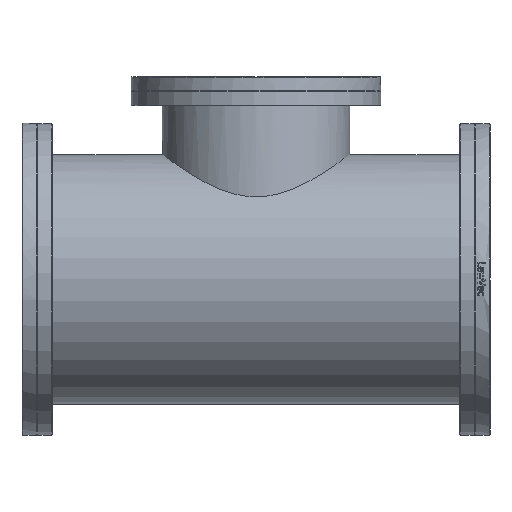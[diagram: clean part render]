
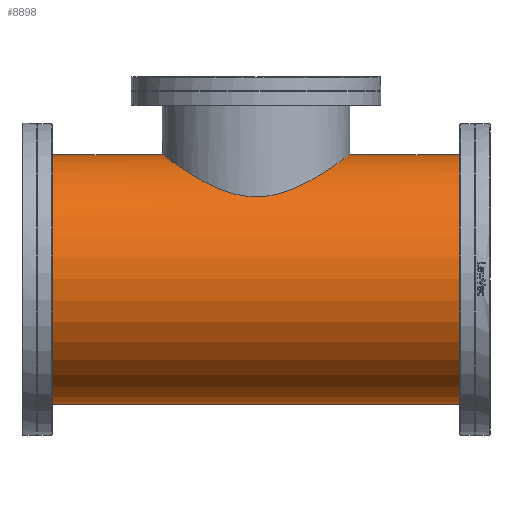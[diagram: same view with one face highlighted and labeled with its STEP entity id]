
A CAD part, left-side view. The second image highlights one B-rep face of the part: STEP entity #8898.
In plain terms, the highlighted cylindrical face has radius 101.6 mm (diameter 203.2 mm), a full revolution.
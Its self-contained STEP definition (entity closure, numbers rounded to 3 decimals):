
#1132=B_SPLINE_CURVE_WITH_KNOTS('',3,(#38670,#38671,#38672,#38673,#38674,
#38675,#38676,#38677,#38678,#38679,#38680,#38681,#38682,#38683,#38684,#38685,
#38686,#38687,#38688,#38689,#38690,#38691,#38692,#38693,#38694,#38695,#38696,
#38697,#38698,#38699,#38700,#38701,#38702,#38703),.UNSPECIFIED.,.F.,.F.,
(4,2,2,2,2,2,2,2,2,2,2,2,2,2,2,2,4),(12.142,13.643,
15.145,16.647,18.148,19.682,21.216,
22.75,24.283,25.817,27.351,28.885,
30.419,31.92,33.422,34.924,36.425),
 .UNSPECIFIED.);
#1133=B_SPLINE_CURVE_WITH_KNOTS('',3,(#38704,#38705,#38706,#38707,#38708,
#38709,#38710,#38711,#38712,#38713,#38714,#38715,#38716,#38717,#38718,#38719,
#38720,#38721,#38722,#38723,#38724,#38725,#38726,#38727,#38728,#38729,#38730,
#38731,#38732,#38733,#38734,#38735,#38736,#38737,#38738),.UNSPECIFIED.,
 .F.,.F.,(4,2,2,2,2,2,2,2,3,2,2,2,2,2,2,2,4),(36.425,37.927,
39.428,40.93,42.432,43.966,45.499,
47.033,48.567,50.101,51.634,53.168,
54.702,56.204,57.705,59.207,60.709),
 .UNSPECIFIED.);
#1309=CYLINDRICAL_SURFACE('',#9897,101.6);
#1726=FACE_BOUND('',#3051,.T.);
#1727=FACE_BOUND('',#3052,.T.);
#2232=FACE_OUTER_BOUND('',#3050,.T.);
#3050=EDGE_LOOP('',(#7618));
#3051=EDGE_LOOP('',(#7619));
#3052=EDGE_LOOP('',(#7620,#7621));
#3745=CIRCLE('',#9898,101.6);
#3746=CIRCLE('',#9899,101.6);
#4517=VERTEX_POINT('',#38668);
#4518=VERTEX_POINT('',#38669);
#4521=VERTEX_POINT('',#38745);
#4522=VERTEX_POINT('',#38747);
#5616=EDGE_CURVE('',#4517,#4518,#1132,.T.);
#5617=EDGE_CURVE('',#4518,#4517,#1133,.T.);
#5620=EDGE_CURVE('',#4521,#4521,#3745,.T.);
#5621=EDGE_CURVE('',#4522,#4522,#3746,.T.);
#7618=ORIENTED_EDGE('',*,*,#5620,.F.);
#7619=ORIENTED_EDGE('',*,*,#5621,.F.);
#7620=ORIENTED_EDGE('',*,*,#5616,.T.);
#7621=ORIENTED_EDGE('',*,*,#5617,.T.);
#8898=ADVANCED_FACE('',(#2232,#1726,#1727),#1309,.T.);
#9897=AXIS2_PLACEMENT_3D('',#38744,#11734,#11735);
#9898=AXIS2_PLACEMENT_3D('',#38746,#11736,#11737);
#9899=AXIS2_PLACEMENT_3D('',#38748,#11738,#11739);
#11734=DIRECTION('center_axis',(0.,0.,1.));
#11735=DIRECTION('ref_axis',(-1.,0.,0.));
#11736=DIRECTION('center_axis',(0.,0.,-1.));
#11737=DIRECTION('ref_axis',(-1.,0.,0.));
#11738=DIRECTION('center_axis',(0.,0.,1.));
#11739=DIRECTION('ref_axis',(-1.,0.,0.));
#38668=CARTESIAN_POINT('',(0.,101.6,253.95));
#38669=CARTESIAN_POINT('',(0.,101.6,101.65));
#38670=CARTESIAN_POINT('Ctrl Pts',(0.,101.6,253.95));
#38671=CARTESIAN_POINT('Ctrl Pts',(-5.005,101.6,253.95));
#38672=CARTESIAN_POINT('Ctrl Pts',(-10.117,101.222,253.449));
#38673=CARTESIAN_POINT('Ctrl Pts',(-20.155,99.71,251.413));
#38674=CARTESIAN_POINT('Ctrl Pts',(-25.082,98.576,249.879));
#38675=CARTESIAN_POINT('Ctrl Pts',(-34.417,95.717,245.917));
#38676=CARTESIAN_POINT('Ctrl Pts',(-38.836,93.991,243.486));
#38677=CARTESIAN_POINT('Ctrl Pts',(-46.931,90.222,237.969));
#38678=CARTESIAN_POINT('Ctrl Pts',(-50.609,88.181,234.884));
#38679=CARTESIAN_POINT('Ctrl Pts',(-57.153,84.091,228.34));
#38680=CARTESIAN_POINT('Ctrl Pts',(-60.253,81.88,224.622));
#38681=CARTESIAN_POINT('Ctrl Pts',(-65.751,77.535,216.524));
#38682=CARTESIAN_POINT('Ctrl Pts',(-68.15,75.402,212.144));
#38683=CARTESIAN_POINT('Ctrl Pts',(-72.067,71.668,202.907));
#38684=CARTESIAN_POINT('Ctrl Pts',(-73.588,70.069,198.04));
#38685=CARTESIAN_POINT('Ctrl Pts',(-75.63,67.86,188.045));
#38686=CARTESIAN_POINT('Ctrl Pts',(-76.15,67.259,182.913));
#38687=CARTESIAN_POINT('Ctrl Pts',(-76.15,67.259,172.687));
#38688=CARTESIAN_POINT('Ctrl Pts',(-75.63,67.86,167.555));
#38689=CARTESIAN_POINT('Ctrl Pts',(-73.588,70.069,157.56));
#38690=CARTESIAN_POINT('Ctrl Pts',(-72.067,71.668,152.693));
#38691=CARTESIAN_POINT('Ctrl Pts',(-68.15,75.402,143.456));
#38692=CARTESIAN_POINT('Ctrl Pts',(-65.751,77.535,139.076));
#38693=CARTESIAN_POINT('Ctrl Pts',(-60.253,81.88,130.978));
#38694=CARTESIAN_POINT('Ctrl Pts',(-57.153,84.091,127.26));
#38695=CARTESIAN_POINT('Ctrl Pts',(-50.609,88.181,120.716));
#38696=CARTESIAN_POINT('Ctrl Pts',(-46.931,90.222,117.631));
#38697=CARTESIAN_POINT('Ctrl Pts',(-38.836,93.991,112.114));
#38698=CARTESIAN_POINT('Ctrl Pts',(-34.417,95.717,109.683));
#38699=CARTESIAN_POINT('Ctrl Pts',(-25.082,98.576,105.721));
#38700=CARTESIAN_POINT('Ctrl Pts',(-20.155,99.71,104.187));
#38701=CARTESIAN_POINT('Ctrl Pts',(-10.117,101.222,102.151));
#38702=CARTESIAN_POINT('Ctrl Pts',(-5.005,101.6,101.65));
#38703=CARTESIAN_POINT('Ctrl Pts',(0.,101.6,101.65));
#38704=CARTESIAN_POINT('Ctrl Pts',(0.,101.6,101.65));
#38705=CARTESIAN_POINT('Ctrl Pts',(5.005,101.6,101.65));
#38706=CARTESIAN_POINT('Ctrl Pts',(10.117,101.222,102.151));
#38707=CARTESIAN_POINT('Ctrl Pts',(20.155,99.71,104.187));
#38708=CARTESIAN_POINT('Ctrl Pts',(25.082,98.576,105.721));
#38709=CARTESIAN_POINT('Ctrl Pts',(34.417,95.717,109.683));
#38710=CARTESIAN_POINT('Ctrl Pts',(38.836,93.991,112.114));
#38711=CARTESIAN_POINT('Ctrl Pts',(46.931,90.222,117.631));
#38712=CARTESIAN_POINT('Ctrl Pts',(50.609,88.181,120.716));
#38713=CARTESIAN_POINT('Ctrl Pts',(57.153,84.091,127.26));
#38714=CARTESIAN_POINT('Ctrl Pts',(60.253,81.88,130.978));
#38715=CARTESIAN_POINT('Ctrl Pts',(65.751,77.535,139.076));
#38716=CARTESIAN_POINT('Ctrl Pts',(68.15,75.402,143.456));
#38717=CARTESIAN_POINT('Ctrl Pts',(72.067,71.668,152.693));
#38718=CARTESIAN_POINT('Ctrl Pts',(73.588,70.069,157.56));
#38719=CARTESIAN_POINT('Ctrl Pts',(75.63,67.86,167.555));
#38720=CARTESIAN_POINT('Ctrl Pts',(76.15,67.259,172.687));
#38721=CARTESIAN_POINT('Ctrl Pts',(76.15,67.259,177.8));
#38722=CARTESIAN_POINT('Ctrl Pts',(76.15,67.259,182.913));
#38723=CARTESIAN_POINT('Ctrl Pts',(75.63,67.86,188.045));
#38724=CARTESIAN_POINT('Ctrl Pts',(73.588,70.069,198.04));
#38725=CARTESIAN_POINT('Ctrl Pts',(72.067,71.668,202.907));
#38726=CARTESIAN_POINT('Ctrl Pts',(68.15,75.402,212.144));
#38727=CARTESIAN_POINT('Ctrl Pts',(65.751,77.535,216.524));
#38728=CARTESIAN_POINT('Ctrl Pts',(60.253,81.88,224.622));
#38729=CARTESIAN_POINT('Ctrl Pts',(57.153,84.091,228.34));
#38730=CARTESIAN_POINT('Ctrl Pts',(50.609,88.181,234.884));
#38731=CARTESIAN_POINT('Ctrl Pts',(46.931,90.222,237.969));
#38732=CARTESIAN_POINT('Ctrl Pts',(38.836,93.991,243.486));
#38733=CARTESIAN_POINT('Ctrl Pts',(34.417,95.717,245.917));
#38734=CARTESIAN_POINT('Ctrl Pts',(25.082,98.576,249.879));
#38735=CARTESIAN_POINT('Ctrl Pts',(20.155,99.71,251.413));
#38736=CARTESIAN_POINT('Ctrl Pts',(10.117,101.222,253.449));
#38737=CARTESIAN_POINT('Ctrl Pts',(5.005,101.6,253.95));
#38738=CARTESIAN_POINT('Ctrl Pts',(0.,101.6,253.95));
#38744=CARTESIAN_POINT('Origin',(0.,0.,0.));
#38745=CARTESIAN_POINT('',(101.6,0.,0.));
#38746=CARTESIAN_POINT('Origin',(0.,0.,0.));
#38747=CARTESIAN_POINT('',(101.6,0.,355.6));
#38748=CARTESIAN_POINT('Origin',(0.,0.,355.6));
